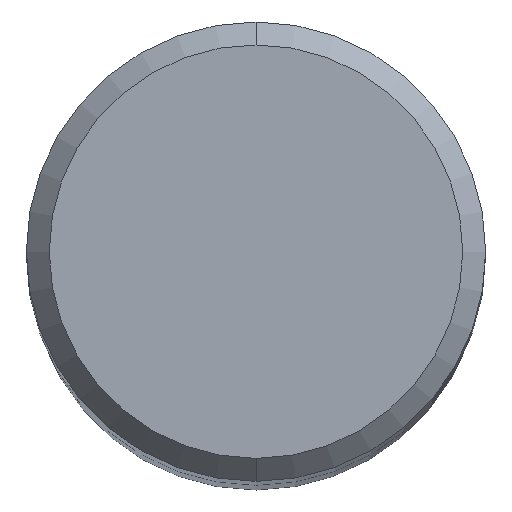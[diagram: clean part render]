
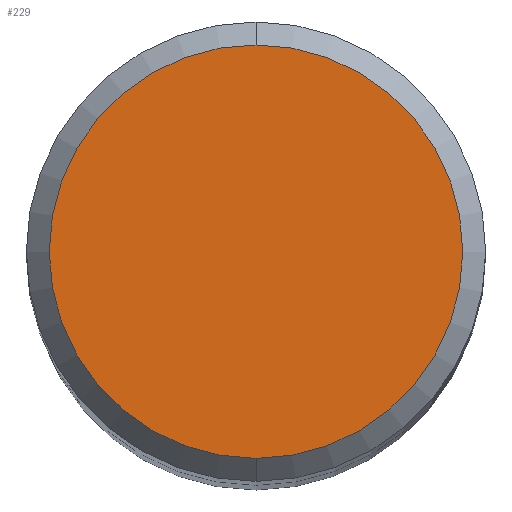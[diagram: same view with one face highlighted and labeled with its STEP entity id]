
A CAD part, top view. The second image highlights one B-rep face of the part: STEP entity #229.
In plain terms, the highlighted planar face has unit normal (0, 0, 1).
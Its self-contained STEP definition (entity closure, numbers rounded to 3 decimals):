
#229=ADVANCED_FACE('',(#526),#527,.T.);
#273=VERTEX_POINT('',#578);
#311=VERTEX_POINT('',#620);
#357=EDGE_CURVE('',#311,#273,#670,.T.);
#439=EDGE_CURVE('',#273,#311,#758,.T.);
#526=FACE_OUTER_BOUND('',#899,.T.);
#527=PLANE('',#900);
#578=CARTESIAN_POINT('',(0.,-3.6,0.0));
#620=CARTESIAN_POINT('',(0.0,3.6,0.0));
#670=CIRCLE('',#1208,3.6);
#758=CIRCLE('',#1389,3.6);
#899=EDGE_LOOP('',(#1474,#1475));
#900=AXIS2_PLACEMENT_3D('',#1476,#1477,#1478);
#1208=AXIS2_PLACEMENT_3D('',#1652,#1653,#1654);
#1389=AXIS2_PLACEMENT_3D('',#1724,#1725,#1726);
#1474=ORIENTED_EDGE('',*,*,#357,.F.);
#1475=ORIENTED_EDGE('',*,*,#439,.F.);
#1476=CARTESIAN_POINT('',(0.0,1.8,0.0));
#1477=DIRECTION('',(-0.0,0.0,1.0));
#1478=DIRECTION('',(0.0,-1.0,0.0));
#1652=CARTESIAN_POINT('',(0.0,0.0,0.0));
#1653=DIRECTION('',(0.0,0.0,-1.0));
#1654=DIRECTION('',(0.0,1.0,0.0));
#1724=CARTESIAN_POINT('',(0.0,0.0,0.0));
#1725=DIRECTION('',(0.0,0.0,-1.0));
#1726=DIRECTION('',(0.0,1.0,0.0));
